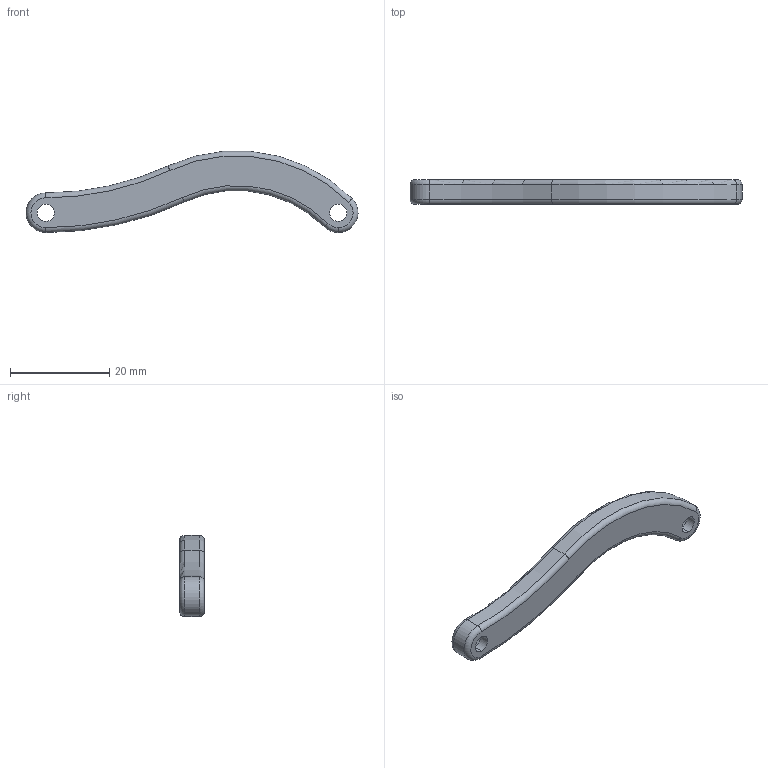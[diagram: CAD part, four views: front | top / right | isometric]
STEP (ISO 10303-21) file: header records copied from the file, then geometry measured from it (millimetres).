
FILE_DESCRIPTION (( 'STEP AP214' ), '1' );
FILE_NAME ('lever_bar_shin_right_x2.STEP', '2021-05-02T04:47:19', ( '' ), ( '' ), 'SwSTEP 2.0', 'SolidWorks 2019', '' );
FILE_SCHEMA (( 'AUTOMOTIVE_DESIGN' ));
Length unit declared in the file: millimetre
Products named in the file (1): lever_bar_shin_right_x2
Bounding box: 66.99 x 5 x 16.37 mm (x, y, z)
Volume: 2468.2 mm3; surface area: 1843.9 mm2
Topology: 1 solids, 1 shells, 33 faces, 76 edges, 45 vertices
Faces by surface type: cylinder 15, torus 14, plane 4
Entity records: 997 total; most frequent: DIRECTION 197, CARTESIAN_POINT 167, ORIENTED_EDGE 152, AXIS2_PLACEMENT_3D 91, EDGE_CURVE 76, CIRCLE 57, VERTEX_POINT 45, EDGE_LOOP 37
